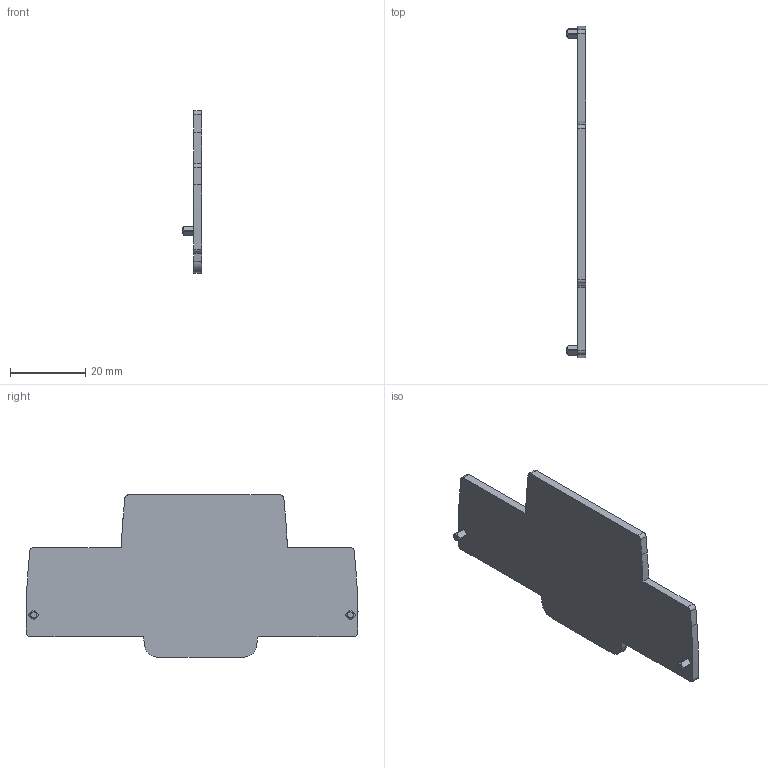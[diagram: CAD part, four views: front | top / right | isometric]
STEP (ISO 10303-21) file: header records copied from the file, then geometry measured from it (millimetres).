
FILE_DESCRIPTION(('CATIA V5 STEP Exchange','CAx-IF Rec.Pracs.--- Model Styling and Organization---1.5--- 2016-08-15','CAx-IF Rec.Pracs.---Supplemental Geometry---1.0---2011-11-01','CAx-IF Rec.Pracs.--- Composite Materials ---1.1---2010-07-15'),'2;1');
FILE_NAME ('8398162_2', '2025-09-22T07:01:06+00:00', ('none'), ('Weidmueller'), 'CATIA Version 5-6 Release 2024 SP4', 'CATIA V5 STEP AP214 v3', 'none');
FILE_SCHEMA(('AUTOMOTIVE_DESIGN { 1 0 10303 214 1 1 1 1 }'));
Length unit declared in the file: millimetre
Products named in the file (1): 1547700000_AEP_2T_2-5_BL
Bounding box: 5.1 x 88.22 x 43.1 mm (x, y, z)
Volume: 5975 mm3; surface area: 6261.3 mm2
Topology: 1 solids, 1 shells, 70 faces, 198 edges, 132 vertices
Faces by surface type: plane 36, cylinder 30, cone 4
Entity records: 2288 total; most frequent: CARTESIAN_POINT 517, ORIENTED_EDGE 396, DIRECTION 302, EDGE_CURVE 198, VERTEX_POINT 132, AXIS2_PLACEMENT_3D 123, VECTOR 118, LINE 118
